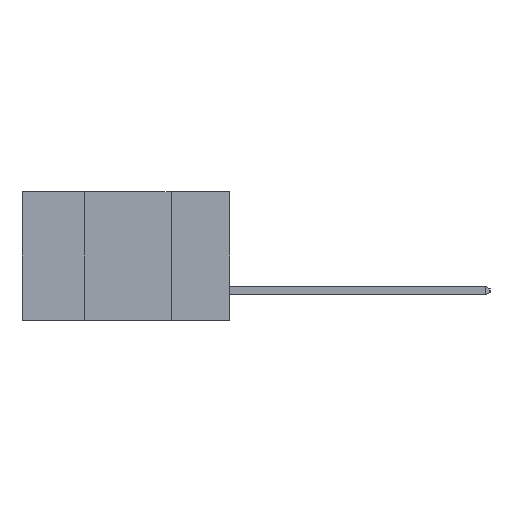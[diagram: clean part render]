
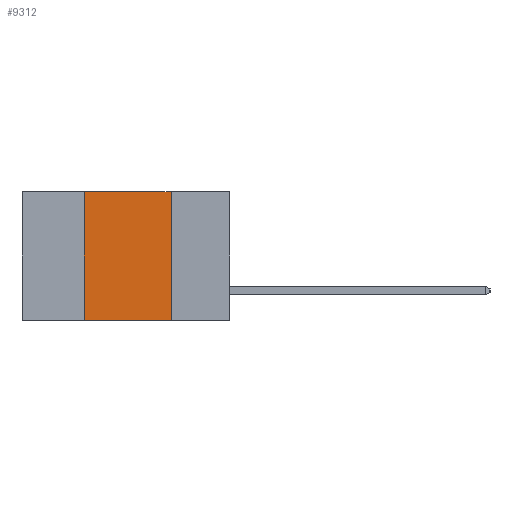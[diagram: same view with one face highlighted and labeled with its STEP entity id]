
A CAD part, left-side view. The second image highlights one B-rep face of the part: STEP entity #9312.
In plain terms, the highlighted planar face has unit normal (-1, 0, 0).
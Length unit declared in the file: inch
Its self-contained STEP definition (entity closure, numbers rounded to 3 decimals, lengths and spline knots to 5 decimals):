
#54 = LINE ( 'NONE', #7948, #8829 ) ;
#185 = CARTESIAN_POINT ( 'NONE',  ( 0., 0.42, 0. ) ) ;
#416 = CARTESIAN_POINT ( 'NONE',  ( 0., 0.42, -0.37 ) ) ;
#614 = EDGE_CURVE ( 'NONE', #2469, #9839, #54, .T. ) ;
#617 = EDGE_CURVE ( 'NONE', #10882, #2469, #8499, .T. ) ;
#623 = DIRECTION ( 'NONE',  ( 0., -1., 0. ) ) ;
#744 = ORIENTED_EDGE ( 'NONE', *, *, #13483, .T. ) ;
#1468 = DIRECTION ( 'NONE',  ( 0., -1., 0. ) ) ;
#1683 = DIRECTION ( 'NONE',  ( 0., 0., -1. ) ) ;
#2210 = PLANE ( 'NONE',  #10345 ) ;
#2469 = VERTEX_POINT ( 'NONE', #9096 ) ;
#3178 = ORIENTED_EDGE ( 'NONE', *, *, #614, .F. ) ;
#3197 = CARTESIAN_POINT ( 'NONE',  ( 0., 0.6, 0. ) ) ;
#3245 = DIRECTION ( 'NONE',  ( 0., 0., -1. ) ) ;
#3907 = CARTESIAN_POINT ( 'NONE',  ( 0., 0.17, -0.37 ) ) ;
#3961 = LINE ( 'NONE', #10736, #8915 ) ;
#5816 = CARTESIAN_POINT ( 'NONE',  ( 0., 0.6, -0.37 ) ) ;
#5946 = ORIENTED_EDGE ( 'NONE', *, *, #617, .F. ) ;
#6446 = EDGE_LOOP ( 'NONE', ( #3178, #5946, #11538, #744 ) ) ;
#6541 = VECTOR ( 'NONE', #623, 39.37008 ) ;
#7948 = CARTESIAN_POINT ( 'NONE',  ( 0., 0.17, -0.37 ) ) ;
#8181 = VECTOR ( 'NONE', #1468, 39.37008 ) ;
#8499 = LINE ( 'NONE', #13094, #8181 ) ;
#8829 = VECTOR ( 'NONE', #1683, 39.37008 ) ;
#8915 = VECTOR ( 'NONE', #11809, 39.37008 ) ;
#9096 = CARTESIAN_POINT ( 'NONE',  ( 0., 0.17, 0. ) ) ;
#9312 = ADVANCED_FACE ( 'NONE', ( #12439 ), #2210, .F. ) ;
#9428 = VERTEX_POINT ( 'NONE', #416 ) ;
#9505 = DIRECTION ( 'NONE',  ( 1., 0., 0. ) ) ;
#9839 = VERTEX_POINT ( 'NONE', #3907 ) ;
#10345 = AXIS2_PLACEMENT_3D ( 'NONE', #3197, #9505, #3245 ) ;
#10736 = CARTESIAN_POINT ( 'NONE',  ( 0., 0.42, -0.37 ) ) ;
#10882 = VERTEX_POINT ( 'NONE', #185 ) ;
#11505 = EDGE_CURVE ( 'NONE', #9428, #10882, #3961, .T. ) ;
#11538 = ORIENTED_EDGE ( 'NONE', *, *, #11505, .F. ) ;
#11809 = DIRECTION ( 'NONE',  ( 0., 0., 1. ) ) ;
#12121 = LINE ( 'NONE', #5816, #6541 ) ;
#12439 = FACE_OUTER_BOUND ( 'NONE', #6446, .T. ) ;
#13094 = CARTESIAN_POINT ( 'NONE',  ( 0., 0.6, 0. ) ) ;
#13483 = EDGE_CURVE ( 'NONE', #9428, #9839, #12121, .T. ) ;
